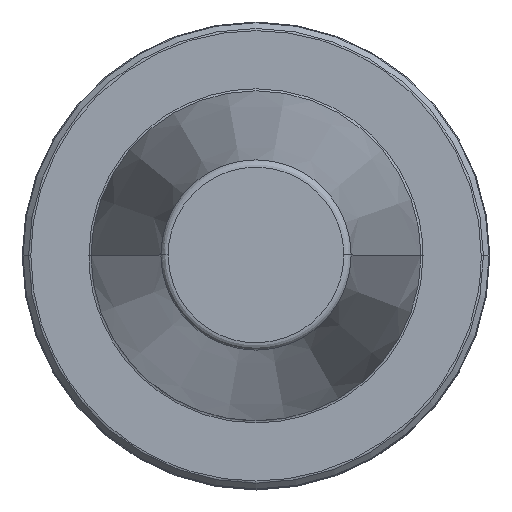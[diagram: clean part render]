
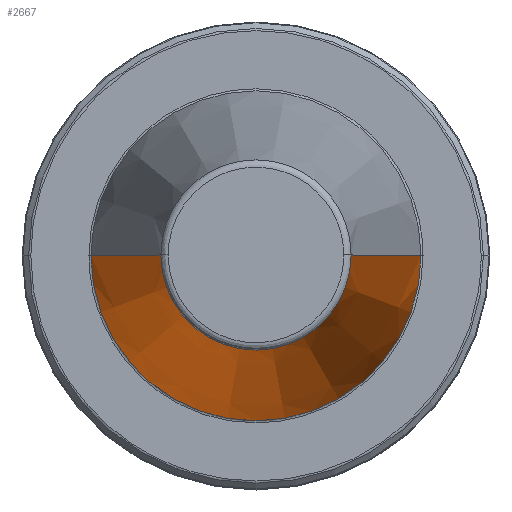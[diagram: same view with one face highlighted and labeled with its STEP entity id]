
A CAD part, top view. The second image highlights one B-rep face of the part: STEP entity #2667.
In plain terms, the highlighted conical face has half-angle 8.297 degrees and reference radius 12.812 mm.
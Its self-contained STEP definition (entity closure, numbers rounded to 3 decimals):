
#6 = FACE_OUTER_BOUND ( 'NONE', #2127, .T. ) ;
#44 = EDGE_CURVE ( 'NONE', #1903, #810, #759, .T. ) ;
#55 = CARTESIAN_POINT ( 'NONE',  ( 61.733, 81.235, 67.068 ) ) ;
#243 = LINE ( 'NONE', #1664, #259 ) ;
#259 = VECTOR ( 'NONE', #313, 1000. ) ;
#284 = DIRECTION ( 'NONE',  ( -1., 0., 0. ) ) ;
#301 = CIRCLE ( 'NONE', #2684, 22.225 ) ;
#313 = DIRECTION ( 'NONE',  ( -0.144, 0., -0.99 ) ) ;
#333 = AXIS2_PLACEMENT_3D ( 'NONE', #1336, #1682, #1022 ) ;
#401 = CIRCLE ( 'NONE', #333, 12.812 ) ;
#445 = CARTESIAN_POINT ( 'NONE',  ( 61.733, 81.235, 131.612 ) ) ;
#749 = VECTOR ( 'NONE', #1946, 1000. ) ;
#759 = LINE ( 'NONE', #2095, #749 ) ;
#810 = VERTEX_POINT ( 'NONE', #1616 ) ;
#910 = VERTEX_POINT ( 'NONE', #1190 ) ;
#1022 = DIRECTION ( 'NONE',  ( -1., 0., 0. ) ) ;
#1046 = ORIENTED_EDGE ( 'NONE', *, *, #44, .F. ) ;
#1124 = ORIENTED_EDGE ( 'NONE', *, *, #1872, .F. ) ;
#1182 = DIRECTION ( 'NONE',  ( -1., 0., 0. ) ) ;
#1190 = CARTESIAN_POINT ( 'NONE',  ( 48.921, 81.235, 131.612 ) ) ;
#1252 = ORIENTED_EDGE ( 'NONE', *, *, #1658, .F. ) ;
#1336 = CARTESIAN_POINT ( 'NONE',  ( 61.733, 81.235, 131.612 ) ) ;
#1538 = CARTESIAN_POINT ( 'NONE',  ( 39.508, 81.235, 67.068 ) ) ;
#1616 = CARTESIAN_POINT ( 'NONE',  ( 83.958, 81.235, 67.068 ) ) ;
#1645 = DIRECTION ( 'NONE',  ( 0., 0., -1. ) ) ;
#1658 = EDGE_CURVE ( 'NONE', #910, #1903, #401, .T. ) ;
#1664 = CARTESIAN_POINT ( 'NONE',  ( 48.921, 81.235, 131.612 ) ) ;
#1682 = DIRECTION ( 'NONE',  ( 0., 0., 1. ) ) ;
#1709 = CONICAL_SURFACE ( 'NONE', #2058, 12.812, 0.145 ) ;
#1835 = VERTEX_POINT ( 'NONE', #1538 ) ;
#1872 = EDGE_CURVE ( 'NONE', #810, #1835, #301, .T. ) ;
#1903 = VERTEX_POINT ( 'NONE', #2027 ) ;
#1946 = DIRECTION ( 'NONE',  ( 0.144, 0., -0.99 ) ) ;
#1961 = EDGE_CURVE ( 'NONE', #910, #1835, #243, .T. ) ;
#2027 = CARTESIAN_POINT ( 'NONE',  ( 74.546, 81.235, 131.612 ) ) ;
#2058 = AXIS2_PLACEMENT_3D ( 'NONE', #445, #2683, #1182 ) ;
#2095 = CARTESIAN_POINT ( 'NONE',  ( 74.546, 81.235, 131.612 ) ) ;
#2127 = EDGE_LOOP ( 'NONE', ( #1046, #1252, #2554, #1124 ) ) ;
#2554 = ORIENTED_EDGE ( 'NONE', *, *, #1961, .T. ) ;
#2667 = ADVANCED_FACE ( 'NONE', ( #6 ), #1709, .T. ) ;
#2683 = DIRECTION ( 'NONE',  ( 0., 0., -1. ) ) ;
#2684 = AXIS2_PLACEMENT_3D ( 'NONE', #55, #1645, #284 ) ;
